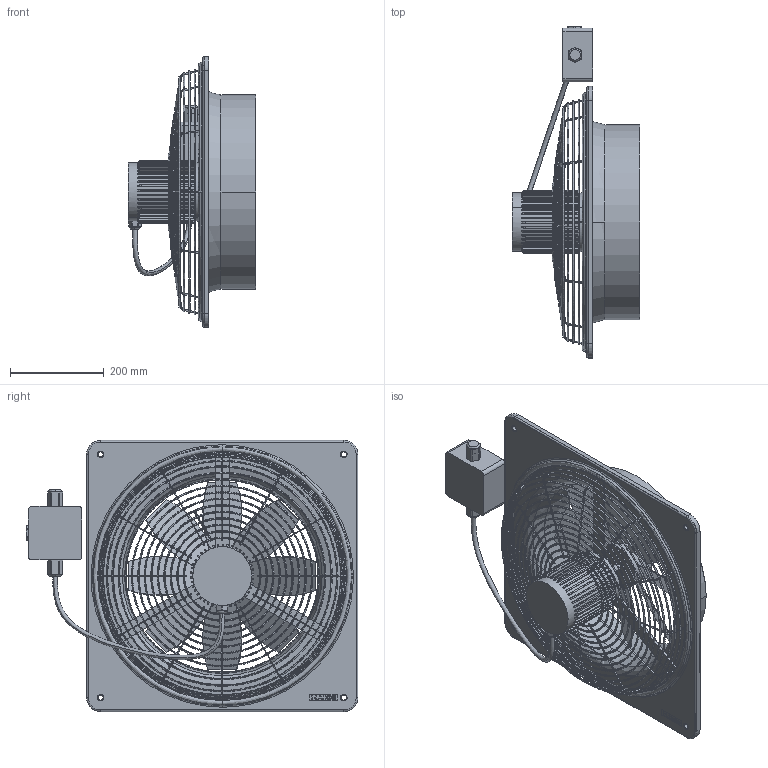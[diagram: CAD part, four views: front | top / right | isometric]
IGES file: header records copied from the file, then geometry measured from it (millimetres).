
Start section: Elysium IGES Interface
Global section: file name: 78H0083.0181 DZQ 40_4 B Ex e.igs; native system: PTC Creo Elements/Direct Modeling 19.0C  15-Aug-2015; preprocessor: Creo Element/Direct IGES_3D V2.2; author: Unknown; organization: Unknown; date: 20210122.083643; units: millimetre
Bounding box: 272 x 709.41 x 580 mm (x, y, z)
Volume: 4970655.2 mm3; surface area: 1505461.3 mm2
Topology: 1 solids, 7 shells, 1027 faces, 2829 edges, 1797 vertices
Faces by surface type: bspline 1027
